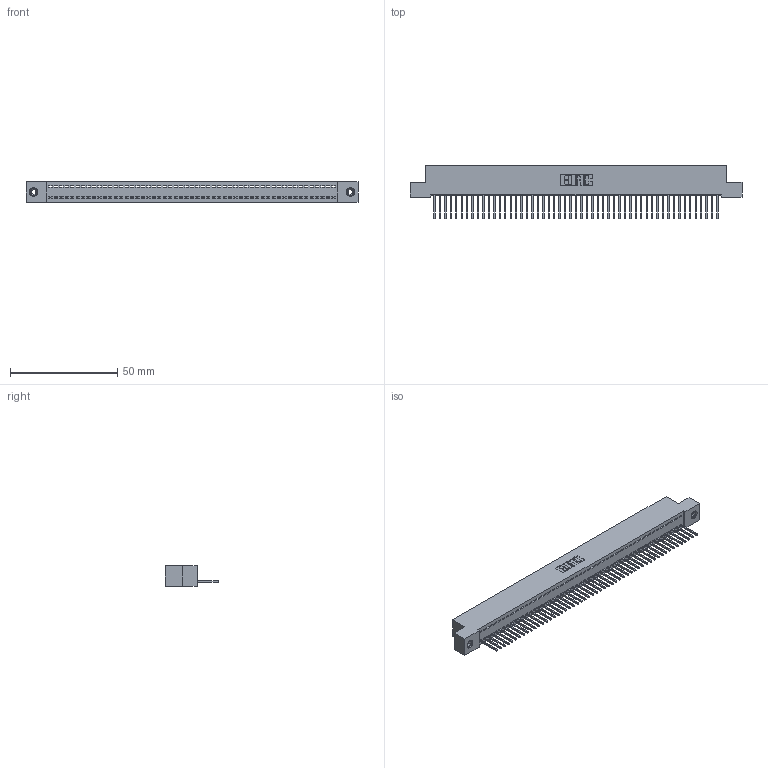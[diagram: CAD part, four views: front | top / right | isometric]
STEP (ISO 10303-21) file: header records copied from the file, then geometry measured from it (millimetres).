
FILE_DESCRIPTION (( 'STEP AP203' ), '1' );
FILE_NAME ('392-053-523-108.STEP', '2018-08-17T07:08:58', ( '' ), ( '' ), 'SwSTEP 2.0', 'SolidWorks 2016', '' );
FILE_SCHEMA (( 'CONFIG_CONTROL_DESIGN' ));
Length unit declared in the file: inch
Products named in the file (4): 392-053-523-108; 342 Part_TI; 345-292-001_345-293-123; 345-250-001_345-250-003-102
Assembly tree (56 placements, depth 2):
  392-053-523-108
    342 Part_TI
    345-292-001_345-293-123  x53
    345-250-001_345-250-003-102  x2
Bounding box: 154.94 x 25.15 x 9.4 mm (x, y, z)
Volume: 13599.5 mm3; surface area: 20243.9 mm2
Topology: 56 solids, 56 shells, 3244 faces, 9763 edges, 6430 vertices
Faces by surface type: plane 2324, cylinder 904, cone 12, torus 4
Entity records: 32050 total; most frequent: CARTESIAN_POINT 5508, ORIENTED_EDGE 5490, DIRECTION 4657, EDGE_CURVE 2745, VECTOR 2597, LINE 2597, VERTEX_POINT 1824, AXIS2_PLACEMENT_3D 1030
